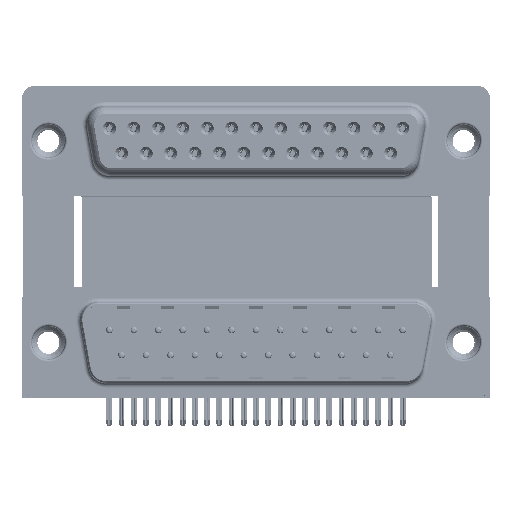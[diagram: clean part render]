
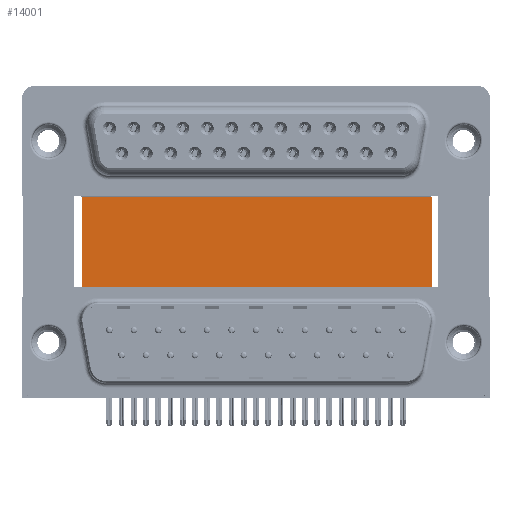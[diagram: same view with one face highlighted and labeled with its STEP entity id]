
A CAD part, top view. The second image highlights one B-rep face of the part: STEP entity #14001.
In plain terms, the highlighted planar face has unit normal (0, 0, 1).
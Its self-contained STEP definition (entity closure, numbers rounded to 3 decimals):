
#3673 = DIRECTION ( 'NONE',  ( 0., -1., 0. ) ) ;
#4469 = LINE ( 'NONE', #26512, #36244 ) ;
#5396 = ORIENTED_EDGE ( 'NONE', *, *, #24538, .T. ) ;
#5766 = CARTESIAN_POINT ( 'NONE',  ( 43.43, 16.585, -12. ) ) ;
#6532 = DIRECTION ( 'NONE',  ( 0., -1., 0. ) ) ;
#6568 = DIRECTION ( 'NONE',  ( 1., 0., 0. ) ) ;
#6643 = CARTESIAN_POINT ( 'NONE',  ( 3.79, 16.585, -12. ) ) ;
#8326 = EDGE_CURVE ( 'NONE', #25643, #29344, #16431, .T. ) ;
#8609 = CARTESIAN_POINT ( 'NONE',  ( 3.79, 16.585, -12. ) ) ;
#10433 = PLANE ( 'NONE',  #48459 ) ;
#11184 = VECTOR ( 'NONE', #6532, 1000. ) ;
#12634 = EDGE_CURVE ( 'NONE', #51758, #24886, #4469, .T. ) ;
#14001 = ADVANCED_FACE ( 'NONE', ( #50195 ), #10433, .F. ) ;
#16431 = LINE ( 'NONE', #20758, #33652 ) ;
#16656 = VECTOR ( 'NONE', #3673, 1000. ) ;
#19595 = LINE ( 'NONE', #46303, #11184 ) ;
#20758 = CARTESIAN_POINT ( 'NONE',  ( 3.79, 16.585, -12. ) ) ;
#22326 = ORIENTED_EDGE ( 'NONE', *, *, #55941, .F. ) ;
#24538 = EDGE_CURVE ( 'NONE', #25643, #51758, #57071, .T. ) ;
#24886 = VERTEX_POINT ( 'NONE', #46297 ) ;
#25643 = VERTEX_POINT ( 'NONE', #30430 ) ;
#26512 = CARTESIAN_POINT ( 'NONE',  ( 3.79, -3.735, -12. ) ) ;
#28120 = DIRECTION ( 'NONE',  ( 0., 0., -1. ) ) ;
#29344 = VERTEX_POINT ( 'NONE', #5766 ) ;
#30430 = CARTESIAN_POINT ( 'NONE',  ( 3.79, 16.585, -12. ) ) ;
#33652 = VECTOR ( 'NONE', #6568, 1000. ) ;
#36244 = VECTOR ( 'NONE', #43929, 1000. ) ;
#43013 = CARTESIAN_POINT ( 'NONE',  ( 3.79, -3.735, -12. ) ) ;
#43047 = ORIENTED_EDGE ( 'NONE', *, *, #8326, .F. ) ;
#43760 = EDGE_LOOP ( 'NONE', ( #44085, #22326, #43047, #5396 ) ) ;
#43929 = DIRECTION ( 'NONE',  ( 1., 0., 0. ) ) ;
#44085 = ORIENTED_EDGE ( 'NONE', *, *, #12634, .T. ) ;
#45827 = DIRECTION ( 'NONE',  ( -1., 0., 0. ) ) ;
#46297 = CARTESIAN_POINT ( 'NONE',  ( 43.43, -3.735, -12. ) ) ;
#46303 = CARTESIAN_POINT ( 'NONE',  ( 43.43, 16.585, -12. ) ) ;
#48459 = AXIS2_PLACEMENT_3D ( 'NONE', #6643, #28120, #45827 ) ;
#50195 = FACE_OUTER_BOUND ( 'NONE', #43760, .T. ) ;
#51758 = VERTEX_POINT ( 'NONE', #43013 ) ;
#55941 = EDGE_CURVE ( 'NONE', #29344, #24886, #19595, .T. ) ;
#57071 = LINE ( 'NONE', #8609, #16656 ) ;
